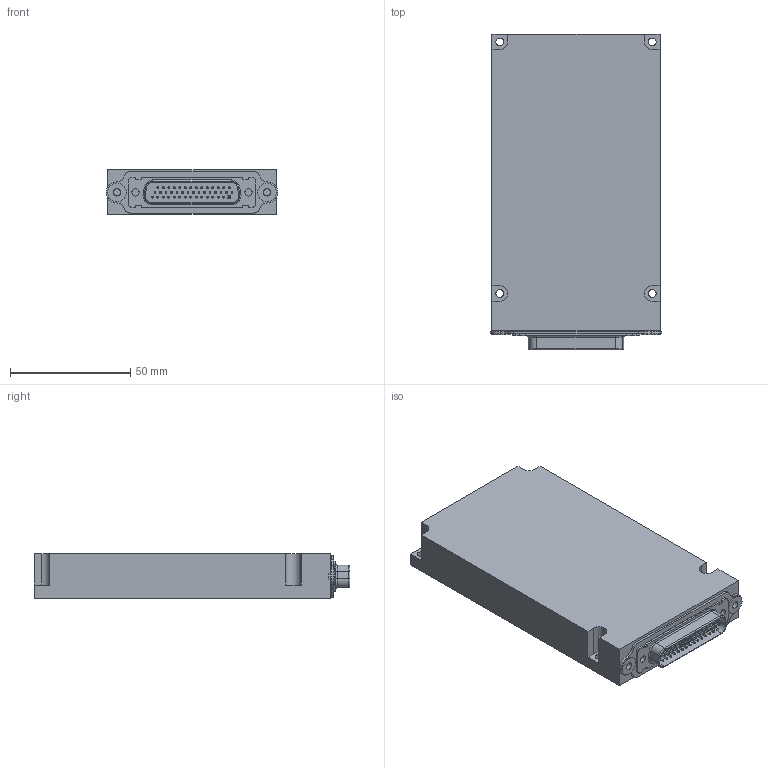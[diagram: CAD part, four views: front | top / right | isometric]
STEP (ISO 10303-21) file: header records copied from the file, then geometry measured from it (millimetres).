
FILE_DESCRIPTION(/* description */ ('Unknown'),/* implementation_level */ '2;1');
FILE_NAME(/* name */ 'M6212001',/* time_stamp */ '2020-04-09T18:08:24-04:00',/* author */ ('Unknown'),/* organization */ ('Unknown'),/* preprocessor_version */ 'ST-DEVELOPER v16.7',/* originating_system */ 'DEX',/* authorisation */ $);
FILE_SCHEMA (('CONFIG_CONTROL_DESIGN'));
Length unit declared in the file: millimetre
Products named in the file (3): M6212001; MAIN BODY; DD44M3000S-759.1
Assembly tree (2 placements, depth 2):
  M6212001
    MAIN BODY
    DD44M3000S-759.1
Bounding box: 71.25 x 131.45 x 18.5 mm (x, y, z)
Volume: 161708.4 mm3; surface area: 30332.4 mm2
Topology: 2 solids, 2 shells, 530 faces, 1203 edges, 776 vertices
Faces by surface type: cylinder 207, plane 175, cone 88, sphere 44, torus 16
Full cylindrical faces by diameter (mm): 0.508 x44, 0.749 x44, 0.881 x1, 1.676 x44, 3.048 x2, 3.05 x2, 3.2 x4, 7.8 x4
Entity records: 16113 total; most frequent: DIRECTION 2360, CARTESIAN_POINT 2144, ORIENTED_EDGE 1576, AXIS2_PLACEMENT_3D 1045, EDGE_LOOP 922, FACE_BOUND 922, EDGE_CURVE 788, VERTEX_POINT 638
